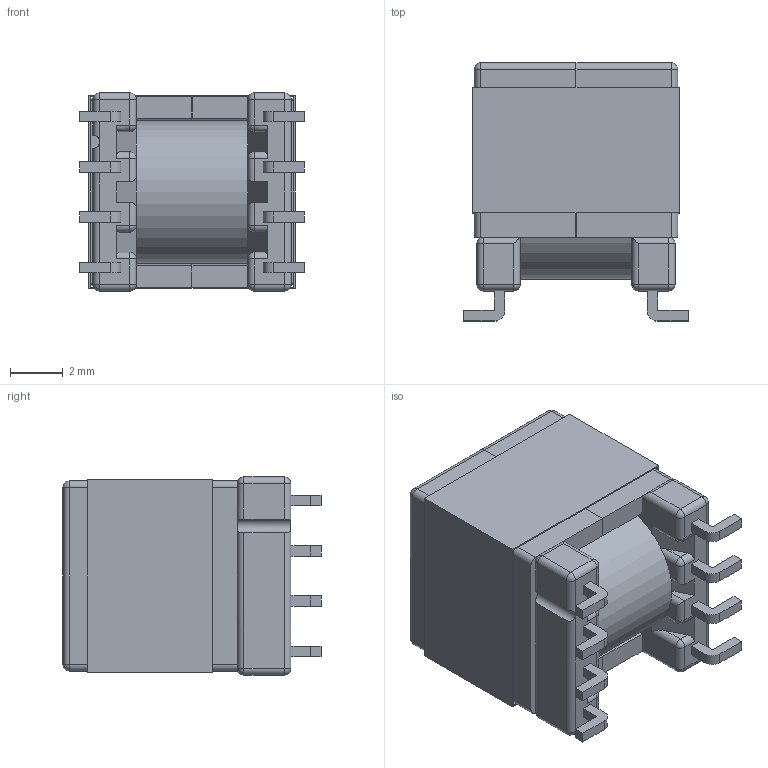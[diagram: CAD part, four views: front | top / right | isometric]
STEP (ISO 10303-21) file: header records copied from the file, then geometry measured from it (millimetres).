
FILE_DESCRIPTION (( 'STEP AP214' ), '1' );
FILE_NAME ('EPS7_4971.STEP', '2021-07-01T20:14:30', ( '' ), ( '' ), 'SwSTEP 2.0', 'SolidWorks 2017', '' );
FILE_SCHEMA (( 'AUTOMOTIVE_DESIGN' ));
Length unit declared in the file: inch
Products named in the file (5): 070-4971_6A; EPS7_4971; EPX7-4971; 150-1801_6D; 440-9986-1801
Assembly tree (5 placements, depth 2):
  EPS7_4971
    070-4971_6A
    EPX7-4971
    150-1801_6D  x2
    440-9986-1801
Bounding box: 8.51 x 9.77 x 7.5 mm (x, y, z)
Volume: 431.5 mm3; surface area: 1296.7 mm2
Topology: 5 solids, 5 shells, 280 faces, 706 edges, 414 vertices
Faces by surface type: plane 137, cylinder 103, sphere 24, torus 12, bspline 4
Entity records: 8541 total; most frequent: CARTESIAN_POINT 1500, DIRECTION 1265, ORIENTED_EDGE 1242, EDGE_CURVE 621, AXIS2_PLACEMENT_3D 423, VECTOR 419, LINE 419, VERTEX_POINT 378
